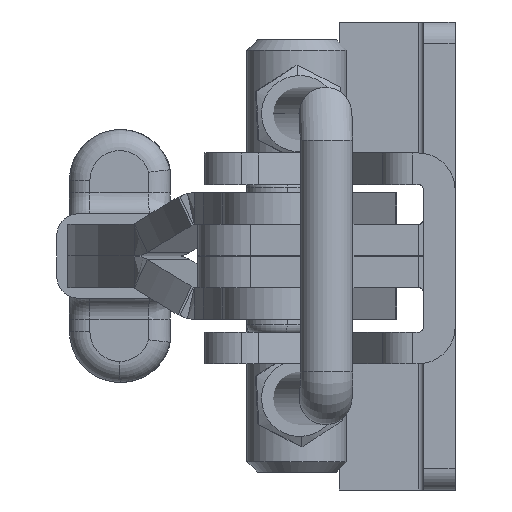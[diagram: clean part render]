
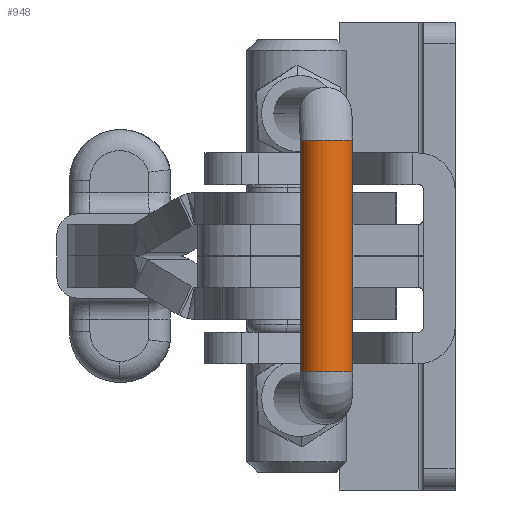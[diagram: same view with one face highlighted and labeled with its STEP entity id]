
A CAD part, left-side view. The second image highlights one B-rep face of the part: STEP entity #948.
In plain terms, the highlighted cylindrical face has radius 2.5 mm (diameter 5 mm), a partial arc.
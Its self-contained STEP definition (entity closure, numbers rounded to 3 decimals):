
#247 = DIRECTION ( 'NONE',  ( 0., 0., -1. ) ) ;
#249 = DIRECTION ( 'NONE',  ( 1., 0., 0. ) ) ;
#251 = CARTESIAN_POINT ( 'NONE',  ( 2.5, 87.5, 0. ) ) ;
#948 = ADVANCED_FACE ( 'NONE', ( #22431 ), #22434, .T. ) ;
#3674 = EDGE_CURVE ( 'NONE', #6281, #6280, #13172, .T. ) ;
#3676 = EDGE_CURVE ( 'NONE', #6280, #6285, #13170, .T. ) ;
#3679 = EDGE_CURVE ( 'NONE', #6284, #6285, #13174, .T. ) ;
#3681 = EDGE_CURVE ( 'NONE', #6281, #6284, #13173, .T. ) ;
#5671 = ORIENTED_EDGE ( 'NONE', *, *, #3674, .T. ) ;
#5672 = ORIENTED_EDGE ( 'NONE', *, *, #3676, .T. ) ;
#5673 = ORIENTED_EDGE ( 'NONE', *, *, #3679, .F. ) ;
#5674 = ORIENTED_EDGE ( 'NONE', *, *, #3681, .F. ) ;
#5762 = EDGE_LOOP ( 'NONE', ( #5671, #5672, #5673, #5674 ) ) ;
#6280 = VERTEX_POINT ( 'NONE', #15784 ) ;
#6281 = VERTEX_POINT ( 'NONE', #15785 ) ;
#6284 = VERTEX_POINT ( 'NONE', #15788 ) ;
#6285 = VERTEX_POINT ( 'NONE', #15789 ) ;
#9160 = AXIS2_PLACEMENT_3D ( 'NONE', #251, #249, #247 ) ;
#12041 = AXIS2_PLACEMENT_3D ( 'NONE', #15247, #15248, #15249 ) ;
#12042 = AXIS2_PLACEMENT_3D ( 'NONE', #15252, #15253, #15254 ) ;
#13170 = LINE ( 'NONE', #15246, #13175 ) ;
#13172 = CIRCLE ( 'NONE', #12041, 2.5 ) ;
#13173 = LINE ( 'NONE', #15251, #13178 ) ;
#13174 = CIRCLE ( 'NONE', #12042, 2.5 ) ;
#13175 = VECTOR ( 'NONE', #15242, 1000. ) ;
#13178 = VECTOR ( 'NONE', #15235, 1000. ) ;
#15235 = DIRECTION ( 'NONE',  ( 1., 0., 0. ) ) ;
#15242 = DIRECTION ( 'NONE',  ( 1., 0., 0. ) ) ;
#15246 = CARTESIAN_POINT ( 'NONE',  ( 2.5, 87.5, 2.5 ) ) ;
#15247 = CARTESIAN_POINT ( 'NONE',  ( 2.5, 87.5, 0. ) ) ;
#15248 = DIRECTION ( 'NONE',  ( 1., 0., 0. ) ) ;
#15249 = DIRECTION ( 'NONE',  ( 0., 0., 1. ) ) ;
#15251 = CARTESIAN_POINT ( 'NONE',  ( 2.5, 87.5, -2.5 ) ) ;
#15252 = CARTESIAN_POINT ( 'NONE',  ( 24.5, 87.5, 0. ) ) ;
#15253 = DIRECTION ( 'NONE',  ( 1., 0., 0. ) ) ;
#15254 = DIRECTION ( 'NONE',  ( 0., 0., 1. ) ) ;
#15784 = CARTESIAN_POINT ( 'NONE',  ( 2.5, 87.5, 2.5 ) ) ;
#15785 = CARTESIAN_POINT ( 'NONE',  ( 2.5, 87.5, -2.5 ) ) ;
#15788 = CARTESIAN_POINT ( 'NONE',  ( 24.5, 87.5, -2.5 ) ) ;
#15789 = CARTESIAN_POINT ( 'NONE',  ( 24.5, 87.5, 2.5 ) ) ;
#22431 = FACE_OUTER_BOUND ( 'NONE', #5762, .T. ) ;
#22434 = CYLINDRICAL_SURFACE ( 'NONE', #9160, 2.5 ) ;
